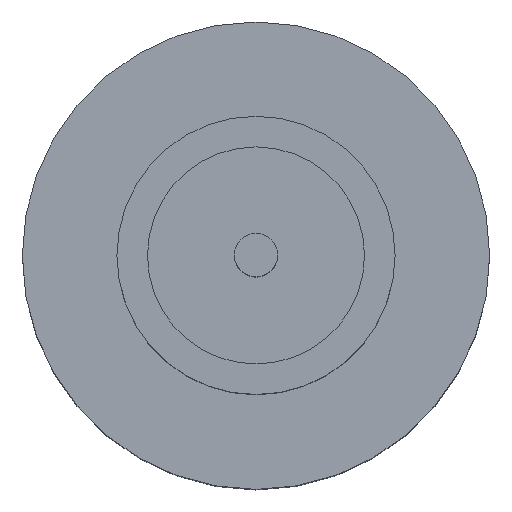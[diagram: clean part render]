
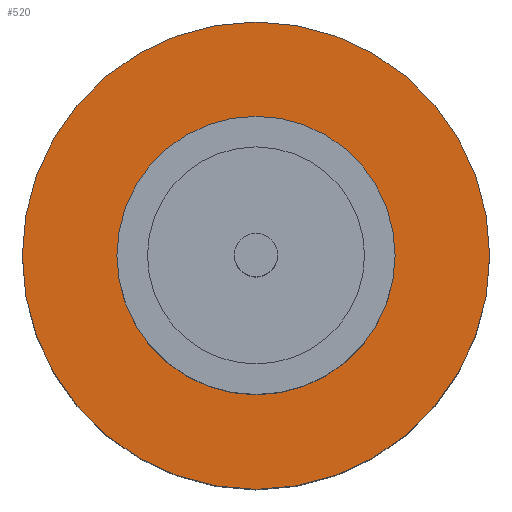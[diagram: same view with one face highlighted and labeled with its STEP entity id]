
A CAD part, top view. The second image highlights one B-rep face of the part: STEP entity #520.
In plain terms, the highlighted planar face has unit normal (0, 0, 1).
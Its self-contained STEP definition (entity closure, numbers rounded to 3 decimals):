
#33 = AXIS2_PLACEMENT_3D ( 'NONE', #772, #559, #178 ) ;
#60 = VERTEX_POINT ( 'NONE', #711 ) ;
#65 = CIRCLE ( 'NONE', #483, 2.1 ) ;
#119 = CIRCLE ( 'NONE', #487, 2.1 ) ;
#173 = CARTESIAN_POINT ( 'NONE',  ( -1.25, 0., 1.55 ) ) ;
#178 = DIRECTION ( 'NONE',  ( 1., 0., 0. ) ) ;
#187 = FACE_OUTER_BOUND ( 'NONE', #228, .T. ) ;
#205 = ORIENTED_EDGE ( 'NONE', *, *, #593, .F. ) ;
#228 = EDGE_LOOP ( 'NONE', ( #843, #766 ) ) ;
#309 = FACE_BOUND ( 'NONE', #872, .T. ) ;
#317 = VERTEX_POINT ( 'NONE', #523 ) ;
#335 = CARTESIAN_POINT ( 'NONE',  ( 0., 0., 1.55 ) ) ;
#353 = DIRECTION ( 'NONE',  ( 1., 0., 0. ) ) ;
#382 = CARTESIAN_POINT ( 'NONE',  ( 0., 0., 1.55 ) ) ;
#425 = DIRECTION ( 'NONE',  ( 1., 0., 0. ) ) ;
#458 = DIRECTION ( 'NONE',  ( 1., 0., 0. ) ) ;
#465 = CIRCLE ( 'NONE', #728, 1.25 ) ;
#483 = AXIS2_PLACEMENT_3D ( 'NONE', #813, #603, #532 ) ;
#487 = AXIS2_PLACEMENT_3D ( 'NONE', #335, #696, #425 ) ;
#520 = ADVANCED_FACE ( 'NONE', ( #309, #187 ), #552, .T. ) ;
#523 = CARTESIAN_POINT ( 'NONE',  ( 1.25, 0., 1.55 ) ) ;
#528 = EDGE_CURVE ( 'NONE', #648, #60, #119, .T. ) ;
#532 = DIRECTION ( 'NONE',  ( 1., 0., 0. ) ) ;
#538 = VERTEX_POINT ( 'NONE', #173 ) ;
#552 = PLANE ( 'NONE',  #33 ) ;
#559 = DIRECTION ( 'NONE',  ( 0., 0., 1. ) ) ;
#593 = EDGE_CURVE ( 'NONE', #538, #317, #465, .T. ) ;
#603 = DIRECTION ( 'NONE',  ( 0., 0., 1. ) ) ;
#612 = CIRCLE ( 'NONE', #676, 1.25 ) ;
#648 = VERTEX_POINT ( 'NONE', #710 ) ;
#676 = AXIS2_PLACEMENT_3D ( 'NONE', #382, #898, #458 ) ;
#696 = DIRECTION ( 'NONE',  ( 0., 0., 1. ) ) ;
#710 = CARTESIAN_POINT ( 'NONE',  ( 2.1, 0., 1.55 ) ) ;
#711 = CARTESIAN_POINT ( 'NONE',  ( -2.1, 0., 1.55 ) ) ;
#728 = AXIS2_PLACEMENT_3D ( 'NONE', #873, #943, #353 ) ;
#766 = ORIENTED_EDGE ( 'NONE', *, *, #528, .T. ) ;
#771 = EDGE_CURVE ( 'NONE', #60, #648, #65, .T. ) ;
#772 = CARTESIAN_POINT ( 'NONE',  ( 0., 0., 1.55 ) ) ;
#797 = ORIENTED_EDGE ( 'NONE', *, *, #839, .F. ) ;
#813 = CARTESIAN_POINT ( 'NONE',  ( 0., 0., 1.55 ) ) ;
#839 = EDGE_CURVE ( 'NONE', #317, #538, #612, .T. ) ;
#843 = ORIENTED_EDGE ( 'NONE', *, *, #771, .T. ) ;
#872 = EDGE_LOOP ( 'NONE', ( #797, #205 ) ) ;
#873 = CARTESIAN_POINT ( 'NONE',  ( 0., 0., 1.55 ) ) ;
#898 = DIRECTION ( 'NONE',  ( 0., 0., 1. ) ) ;
#943 = DIRECTION ( 'NONE',  ( 0., 0., 1. ) ) ;
